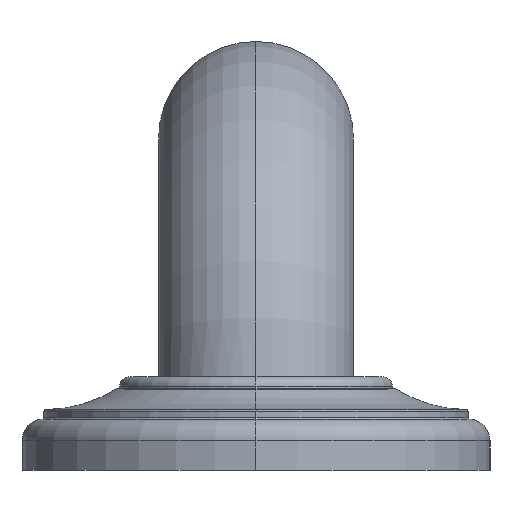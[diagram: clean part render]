
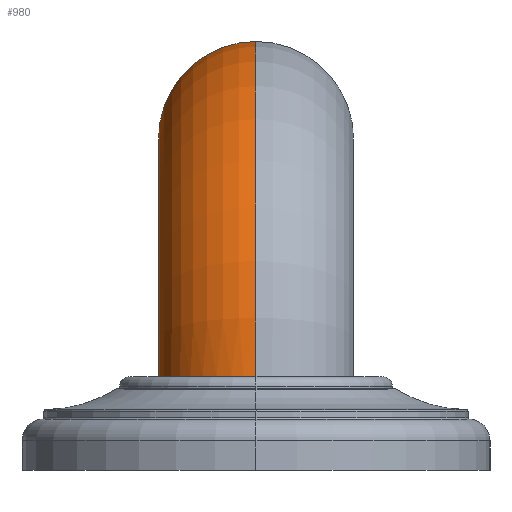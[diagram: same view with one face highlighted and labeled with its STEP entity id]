
A CAD part, left-side view. The second image highlights one B-rep face of the part: STEP entity #980.
In plain terms, the highlighted toroidal (fillet/blend) face has major radius 41.275 mm and minor radius 15.875 mm.
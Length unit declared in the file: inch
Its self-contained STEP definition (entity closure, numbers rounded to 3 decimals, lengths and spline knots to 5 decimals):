
#186=CARTESIAN_POINT('',(-7.36999,0.,0.6));
#187=CARTESIAN_POINT('',(-7.36999,0.02256,0.6));
#188=CARTESIAN_POINT('',(-7.37242,0.06739,0.6));
#189=CARTESIAN_POINT('',(-7.38338,0.1342,0.6));
#190=CARTESIAN_POINT('',(-7.40149,0.19933,0.6));
#191=CARTESIAN_POINT('',(-7.42662,0.2623,0.6));
#192=CARTESIAN_POINT('',(-7.45836,0.32211,0.6));
#193=CARTESIAN_POINT('',(-7.49654,0.37835,0.6));
#194=CARTESIAN_POINT('',(-7.54048,0.43002,0.6));
#195=CARTESIAN_POINT('',(-7.58996,0.47684,0.6));
#196=CARTESIAN_POINT('',(-7.64403,0.51791,0.6));
#197=CARTESIAN_POINT('',(-7.70248,0.55305,0.6));
#198=CARTESIAN_POINT('',(-7.76412,0.58155,0.6));
#199=CARTESIAN_POINT('',(-7.82878,0.60333,0.6));
#200=CARTESIAN_POINT('',(-7.89509,0.61793,0.6));
#201=CARTESIAN_POINT('',(-7.9629,0.62531,0.6));
#202=CARTESIAN_POINT('',(-8.03075,0.62532,0.6));
#203=CARTESIAN_POINT('',(-8.0985,0.61796,0.6));
#204=CARTESIAN_POINT('',(-8.16473,0.6034,0.6));
#205=CARTESIAN_POINT('',(-8.22927,0.58168,0.6));
#206=CARTESIAN_POINT('',(-8.29078,0.55325,0.6));
#207=CARTESIAN_POINT('',(-8.34909,0.51819,0.6));
#208=CARTESIAN_POINT('',(-8.40302,0.47722,0.6));
#209=CARTESIAN_POINT('',(-8.45239,0.43049,0.6));
#210=CARTESIAN_POINT('',(-8.49624,0.37889,0.6));
#211=CARTESIAN_POINT('',(-8.53437,0.32269,0.6));
#212=CARTESIAN_POINT('',(-8.5661,0.26286,0.6));
#213=CARTESIAN_POINT('',(-8.59123,0.19982,0.6));
#214=CARTESIAN_POINT('',(-8.60936,0.13457,0.6));
#215=CARTESIAN_POINT('',(-8.62033,0.0676,0.6));
#216=CARTESIAN_POINT('',(-8.62278,0.02263,0.6));
#217=CARTESIAN_POINT('',(-8.62278,0.,0.6));
#262=CARTESIAN_POINT('',(-6.375,0.,0.5));
#263=DIRECTION('',(0.,1.,0.));
#264=DIRECTION('',(-0.995,0.,0.1));
#265=AXIS2_PLACEMENT_3D('',#262,#263,#264);
#267=CARTESIAN_POINT('',(-6.375,0.,0.5));
#268=DIRECTION('',(0.,1.,0.));
#269=DIRECTION('',(-0.999,0.,0.044));
#270=AXIS2_PLACEMENT_3D('',#267,#268,#269);
#281=CARTESIAN_POINT('',(-6.375,0.,2.125));
#282=DIRECTION('',(1.,0.,0.));
#283=DIRECTION('',(0.,0.,-1.));
#284=AXIS2_PLACEMENT_3D('',#281,#282,#283);
#586=CARTESIAN_POINT('',(-6.375,0.,1.5));
#587=CARTESIAN_POINT('',(-6.375,0.,2.75));
#588=VERTEX_POINT('',#586);
#589=VERTEX_POINT('',#587);
#594=VERTEX_POINT('',#186);
#595=VERTEX_POINT('',#217);
#966=CARTESIAN_POINT('',(-6.375,0.,0.5));
#967=DIRECTION('',(0.,1.,0.));
#968=DIRECTION('',(1.,0.,0.));
#969=AXIS2_PLACEMENT_3D('',#966,#967,#968);
#970=TOROIDAL_SURFACE('',#969,1.625,0.625);
#971=ORIENTED_EDGE('',*,*,#947,.F.);
#973=ORIENTED_EDGE('',*,*,#972,.T.);
#975=ORIENTED_EDGE('',*,*,#974,.T.);
#977=ORIENTED_EDGE('',*,*,#976,.F.);
#978=EDGE_LOOP('',(#971,#973,#975,#977));
#979=FACE_OUTER_BOUND('',#978,.F.);
#980=ADVANCED_FACE('',(#979),#970,.T.);
#218=B_SPLINE_CURVE_WITH_KNOTS('',3,(#186,#187,#188,#189,#190,#191,#192,#193,
#194,#195,#196,#197,#198,#199,#200,#201,#202,#203,#204,#205,#206,#207,#208,#209,
#210,#211,#212,#213,#214,#215,#216,#217),.UNSPECIFIED.,.F.,.F.,(4,1,1,1,1,1,1,1,
1,1,1,1,1,1,1,1,1,1,1,1,1,1,1,1,1,1,1,1,1,4),(0.,0.03448,
0.06897,0.10345,0.13793,0.17241,
0.2069,0.24138,0.27586,0.31034,
0.34483,0.37931,0.41379,0.44828,
0.48276,0.51724,0.55172,0.58621,
0.62069,0.65517,0.68966,0.72414,
0.75862,0.7931,0.82759,0.86207,
0.89655,0.93103,0.96552,1.),.UNSPECIFIED.);
#266=CIRCLE('',#265,1.);
#271=CIRCLE('',#270,2.25);
#285=CIRCLE('',#284,0.625);
#947=EDGE_CURVE('',#594,#595,#218,.T.);
#972=EDGE_CURVE('',#594,#588,#266,.T.);
#974=EDGE_CURVE('',#588,#589,#285,.T.);
#976=EDGE_CURVE('',#595,#589,#271,.T.);
